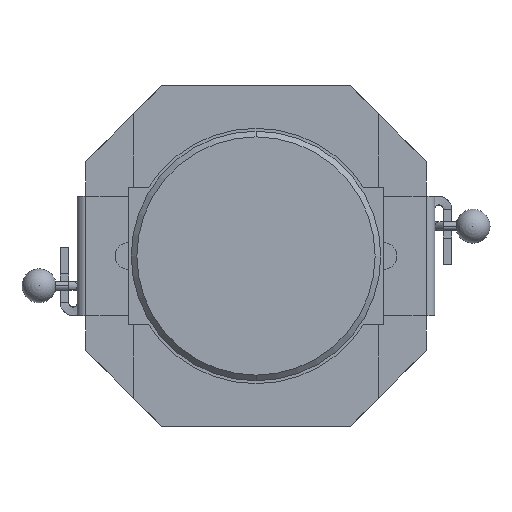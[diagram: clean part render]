
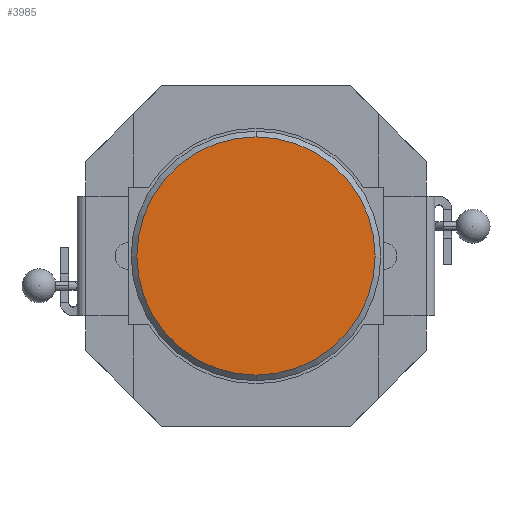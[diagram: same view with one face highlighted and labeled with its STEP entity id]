
A CAD part, front view. The second image highlights one B-rep face of the part: STEP entity #3985.
In plain terms, the highlighted planar face has unit normal (0, -1, 0).
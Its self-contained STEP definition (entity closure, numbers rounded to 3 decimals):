
#227 = CARTESIAN_POINT ( 'NONE',  ( 0., 0.028, -1.4 ) ) ;
#457 = AXIS2_PLACEMENT_3D ( 'NONE', #3672, #527, #2504 ) ;
#485 = VERTEX_POINT ( 'NONE', #227 ) ;
#527 = DIRECTION ( 'NONE',  ( 0., -1., 0. ) ) ;
#681 = FACE_OUTER_BOUND ( 'NONE', #4850, .T. ) ;
#774 = CARTESIAN_POINT ( 'NONE',  ( 0., 0.028, 1.4 ) ) ;
#890 = ORIENTED_EDGE ( 'NONE', *, *, #2745, .T. ) ;
#1051 = CARTESIAN_POINT ( 'NONE',  ( 0., 0.028, 0. ) ) ;
#1088 = CIRCLE ( 'NONE', #457, 1.4 ) ;
#1172 = AXIS2_PLACEMENT_3D ( 'NONE', #4744, #2449, #1731 ) ;
#1474 = EDGE_CURVE ( 'NONE', #485, #4009, #4918, .T. ) ;
#1731 = DIRECTION ( 'NONE',  ( 0., 0., -1. ) ) ;
#1987 = DIRECTION ( 'NONE',  ( 0., -1., 0. ) ) ;
#2449 = DIRECTION ( 'NONE',  ( 0., -1., 0. ) ) ;
#2504 = DIRECTION ( 'NONE',  ( 0., 0., -1. ) ) ;
#2632 = PLANE ( 'NONE',  #2784 ) ;
#2725 = DIRECTION ( 'NONE',  ( 0., 0., -1. ) ) ;
#2745 = EDGE_CURVE ( 'NONE', #4009, #485, #1088, .T. ) ;
#2784 = AXIS2_PLACEMENT_3D ( 'NONE', #1051, #1987, #2725 ) ;
#3672 = CARTESIAN_POINT ( 'NONE',  ( 0., 0.028, 0. ) ) ;
#3985 = ADVANCED_FACE ( 'NONE', ( #681 ), #2632, .T. ) ;
#4009 = VERTEX_POINT ( 'NONE', #774 ) ;
#4744 = CARTESIAN_POINT ( 'NONE',  ( 0., 0.028, 0. ) ) ;
#4850 = EDGE_LOOP ( 'NONE', ( #890, #5021 ) ) ;
#4918 = CIRCLE ( 'NONE', #1172, 1.4 ) ;
#5021 = ORIENTED_EDGE ( 'NONE', *, *, #1474, .T. ) ;
